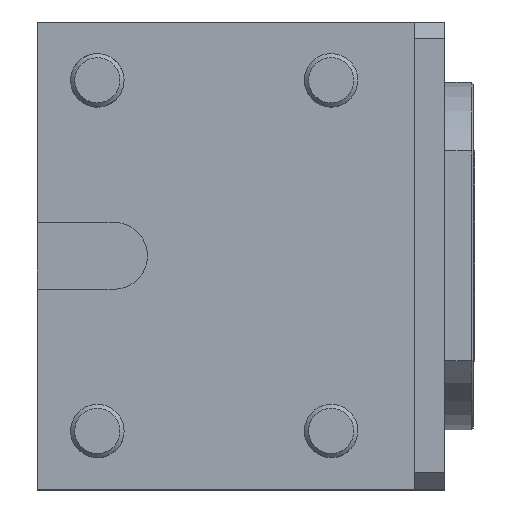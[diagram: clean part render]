
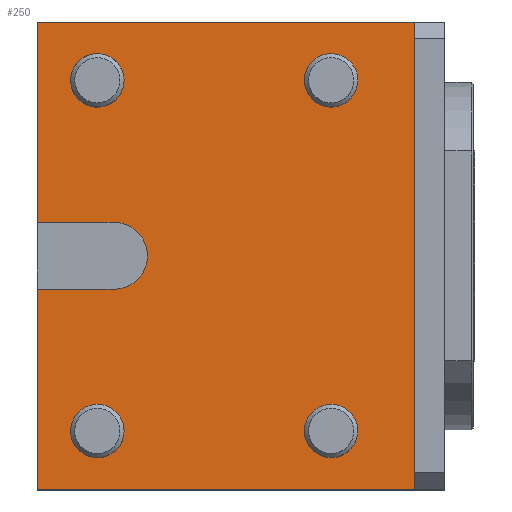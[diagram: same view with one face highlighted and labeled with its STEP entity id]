
A CAD part, top view. The second image highlights one B-rep face of the part: STEP entity #250.
In plain terms, the highlighted planar face has unit normal (0, 0, 1).
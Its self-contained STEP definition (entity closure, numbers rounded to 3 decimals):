
#78=LINE('',#1334,#133);
#79=LINE('',#1338,#134);
#80=LINE('',#1341,#135);
#81=LINE('',#1343,#136);
#82=LINE('',#1345,#137);
#83=LINE('',#1346,#138);
#84=LINE('',#1348,#139);
#133=VECTOR('',#1044,1.);
#134=VECTOR('',#1049,1.);
#135=VECTOR('',#1050,1.);
#136=VECTOR('',#1051,1.);
#137=VECTOR('',#1052,1.);
#138=VECTOR('',#1053,1.);
#139=VECTOR('',#1054,1.);
#172=PLANE('',#863);
#250=ADVANCED_FACE('',(#303,#304,#305,#306,#307),#172,.F.);
#303=FACE_BOUND('',#357,.T.);
#304=FACE_BOUND('',#358,.T.);
#305=FACE_BOUND('',#359,.T.);
#306=FACE_BOUND('',#360,.T.);
#307=FACE_BOUND('',#361,.T.);
#357=EDGE_LOOP('',(#498));
#358=EDGE_LOOP('',(#499,#500,#501,#502,#503,#504,#505,#506));
#359=EDGE_LOOP('',(#507));
#360=EDGE_LOOP('',(#508));
#361=EDGE_LOOP('',(#509));
#498=ORIENTED_EDGE('',*,*,#702,.T.);
#499=ORIENTED_EDGE('',*,*,#703,.T.);
#500=ORIENTED_EDGE('',*,*,#704,.F.);
#501=ORIENTED_EDGE('',*,*,#705,.F.);
#502=ORIENTED_EDGE('',*,*,#706,.T.);
#503=ORIENTED_EDGE('',*,*,#701,.F.);
#504=ORIENTED_EDGE('',*,*,#707,.F.);
#505=ORIENTED_EDGE('',*,*,#708,.T.);
#506=ORIENTED_EDGE('',*,*,#709,.T.);
#507=ORIENTED_EDGE('',*,*,#685,.T.);
#508=ORIENTED_EDGE('',*,*,#688,.T.);
#509=ORIENTED_EDGE('',*,*,#691,.T.);
#603=VERTEX_POINT('',#1294);
#606=VERTEX_POINT('',#1303);
#609=VERTEX_POINT('',#1312);
#616=VERTEX_POINT('',#1331);
#617=VERTEX_POINT('',#1333);
#618=VERTEX_POINT('',#1337);
#619=VERTEX_POINT('',#1339);
#620=VERTEX_POINT('',#1340);
#621=VERTEX_POINT('',#1342);
#622=VERTEX_POINT('',#1344);
#623=VERTEX_POINT('',#1347);
#624=VERTEX_POINT('',#1349);
#685=EDGE_CURVE('',#603,#603,#752,.T.);
#688=EDGE_CURVE('',#606,#606,#755,.T.);
#691=EDGE_CURVE('',#609,#609,#758,.T.);
#701=EDGE_CURVE('',#617,#616,#78,.T.);
#702=EDGE_CURVE('',#618,#618,#760,.T.);
#703=EDGE_CURVE('',#619,#620,#79,.T.);
#704=EDGE_CURVE('',#621,#620,#80,.T.);
#705=EDGE_CURVE('',#622,#621,#81,.T.);
#706=EDGE_CURVE('',#622,#616,#82,.T.);
#707=EDGE_CURVE('',#623,#617,#83,.T.);
#708=EDGE_CURVE('',#623,#624,#84,.T.);
#709=EDGE_CURVE('',#624,#619,#761,.T.);
#752=CIRCLE('',#842,8.);
#755=CIRCLE('',#848,8.);
#758=CIRCLE('',#854,8.);
#760=CIRCLE('',#861,8.);
#761=CIRCLE('',#862,10.009);
#842=AXIS2_PLACEMENT_3D('',#1293,#1000,#1001);
#848=AXIS2_PLACEMENT_3D('',#1302,#1012,#1013);
#854=AXIS2_PLACEMENT_3D('',#1311,#1024,#1025);
#861=AXIS2_PLACEMENT_3D('',#1336,#1047,#1048);
#862=AXIS2_PLACEMENT_3D('',#1350,#1055,#1056);
#863=AXIS2_PLACEMENT_3D('',#1351,#1057,#1058);
#1000=DIRECTION('',(0.,0.,-1.));
#1001=DIRECTION('',(1.,-0.031,0.));
#1012=DIRECTION('',(0.,0.,-1.));
#1013=DIRECTION('',(1.,-0.031,0.));
#1024=DIRECTION('',(0.,0.,-1.));
#1025=DIRECTION('',(1.,-0.031,0.));
#1044=DIRECTION('',(1.,0.,0.));
#1047=DIRECTION('',(0.,0.,-1.));
#1048=DIRECTION('',(-1.,0.,0.));
#1049=DIRECTION('',(-1.,0.,0.));
#1050=DIRECTION('',(0.,1.,0.));
#1051=DIRECTION('',(-1.,0.,0.));
#1052=DIRECTION('',(0.,1.,0.));
#1053=DIRECTION('',(0.,1.,0.));
#1054=DIRECTION('',(1.,0.,0.));
#1055=DIRECTION('',(0.,0.,-1.));
#1056=DIRECTION('',(-1.,0.,0.));
#1057=DIRECTION('',(0.,0.,-1.));
#1058=DIRECTION('',(-1.,0.,0.));
#1293=CARTESIAN_POINT('',(-25.,52.5,0.));
#1294=CARTESIAN_POINT('',(-17.004,52.249,0.));
#1302=CARTESIAN_POINT('',(-95.,-52.5,0.));
#1303=CARTESIAN_POINT('',(-87.004,-52.751,0.));
#1311=CARTESIAN_POINT('',(-25.,-52.5,0.));
#1312=CARTESIAN_POINT('',(-17.004,-52.751,0.));
#1331=CARTESIAN_POINT('',(0.,70.,0.));
#1333=CARTESIAN_POINT('',(-113.,70.,0.));
#1334=CARTESIAN_POINT('',(-113.,70.,0.));
#1336=CARTESIAN_POINT('',(-95.,52.5,0.));
#1337=CARTESIAN_POINT('',(-103.,52.5,0.));
#1338=CARTESIAN_POINT('',(-90.,-10.009,0.));
#1339=CARTESIAN_POINT('',(-90.,-10.009,0.));
#1340=CARTESIAN_POINT('',(-113.,-10.009,0.));
#1341=CARTESIAN_POINT('',(-113.,-70.,0.));
#1342=CARTESIAN_POINT('',(-113.,-69.991,0.));
#1343=CARTESIAN_POINT('',(0.,-69.991,0.));
#1344=CARTESIAN_POINT('',(0.,-69.991,0.));
#1345=CARTESIAN_POINT('',(0.,-70.,0.));
#1346=CARTESIAN_POINT('',(-113.,10.,0.));
#1347=CARTESIAN_POINT('',(-113.,10.009,0.));
#1348=CARTESIAN_POINT('',(-113.,10.009,0.));
#1349=CARTESIAN_POINT('',(-90.,10.009,0.));
#1350=CARTESIAN_POINT('',(-90.,0.,0.));
#1351=CARTESIAN_POINT('',(-56.5,0.,0.));
